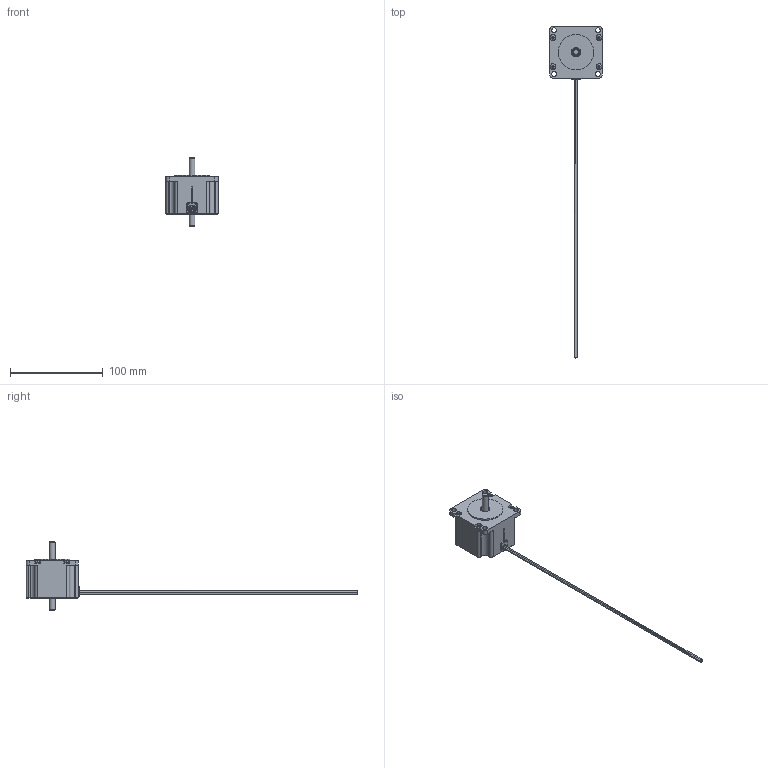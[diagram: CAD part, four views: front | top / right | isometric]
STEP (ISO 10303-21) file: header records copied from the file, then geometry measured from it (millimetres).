
FILE_DESCRIPTION(/* description */ (''),/* implementation_level */ '2;1');
FILE_NAME(/* name */ '5709-042-16D-RO.stp',/* time_stamp */ '2024-05-14T15:09:26-07:00',/* author */ ('DiegoMartinez'),/* organization */ (''),/* preprocessor_version */ 'ST-DEVELOPER v19.2',/* originating_system */ 'Autodesk Inventor 2023',/* authorisation */ '');
FILE_SCHEMA (('AUTOMOTIVE_DESIGN { 1 0 10303 214 3 1 1 }'));
Length unit declared in the file: inch
Products named in the file (1): 4611112303750
Bounding box: 56.2 x 356.94 x 73.96 mm (x, y, z)
Volume: 113690.8 mm3; surface area: 27834.3 mm2
Topology: 3 solids, 6 shells, 388 faces, 976 edges, 629 vertices
Faces by surface type: plane 221, cylinder 113, cone 26, torus 24, bspline 4
Full cylindrical faces by diameter (mm): 1.27 x4, 2.156 x2, 2.5 x4, 5.1 x4, 5.207 x4, 6 x1, 6.345 x2, 7.493 x1, 8 x2, 8.006 x2, 10 x2, 12.05 x2, 15 x1, 17.95 x2, 22 x2, 34.85 x1, 38.1 x1
Entity records: 12408 total; most frequent: CARTESIAN_POINT 2401, DIRECTION 2000, ORIENTED_EDGE 1952, EDGE_CURVE 976, AXIS2_PLACEMENT_3D 704, VERTEX_POINT 629, LINE 592, VECTOR 592
